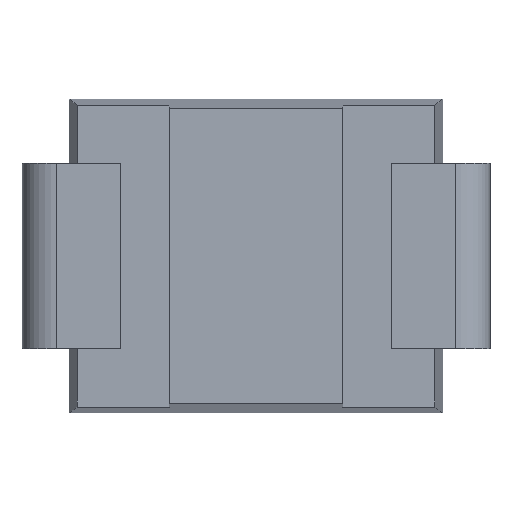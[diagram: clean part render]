
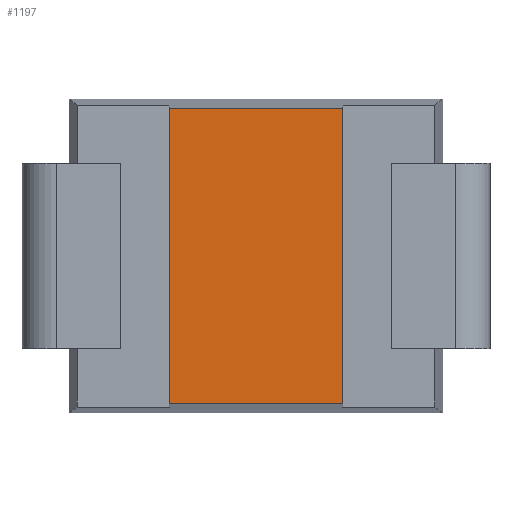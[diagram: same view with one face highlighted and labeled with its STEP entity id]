
A CAD part, left-side view. The second image highlights one B-rep face of the part: STEP entity #1197.
In plain terms, the highlighted planar face has unit normal (-1, 0, 0).
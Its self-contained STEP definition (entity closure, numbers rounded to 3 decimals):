
#385=DIRECTION('',(0.,0.,1.));
#386=VECTOR('',#385,3.406);
#387=CARTESIAN_POINT('',(-1.1,-1.,-1.706));
#388=LINE('',#387,#386);
#393=DIRECTION('',(0.,-1.,0.));
#394=VECTOR('',#393,2.);
#395=CARTESIAN_POINT('',(-1.1,1.,-1.706));
#396=LINE('',#395,#394);
#397=DIRECTION('',(0.,0.,1.));
#398=VECTOR('',#397,3.406);
#399=CARTESIAN_POINT('',(-1.1,1.,-1.706));
#400=LINE('',#399,#398);
#401=DIRECTION('',(0.,-1.,0.));
#402=VECTOR('',#401,2.);
#403=CARTESIAN_POINT('',(-1.1,1.,1.701));
#404=LINE('',#403,#402);
#505=CARTESIAN_POINT('',(-1.1,1.,-1.706));
#506=VERTEX_POINT('',#505);
#507=CARTESIAN_POINT('',(-1.1,1.,1.701));
#508=VERTEX_POINT('',#507);
#509=CARTESIAN_POINT('',(-1.1,-1.,-1.706));
#510=VERTEX_POINT('',#509);
#511=CARTESIAN_POINT('',(-1.1,-1.,1.701));
#512=VERTEX_POINT('',#511);
#1184=CARTESIAN_POINT('',(-1.1,1.,-1.81));
#1185=DIRECTION('',(-1.,0.,0.));
#1186=DIRECTION('',(0.,-1.,0.));
#1187=AXIS2_PLACEMENT_3D('',#1184,#1185,#1186);
#1188=PLANE('',#1187);
#1189=ORIENTED_EDGE('',*,*,#668,.F.);
#1191=ORIENTED_EDGE('',*,*,#1190,.T.);
#1193=ORIENTED_EDGE('',*,*,#1192,.T.);
#1194=ORIENTED_EDGE('',*,*,#1176,.F.);
#1195=EDGE_LOOP('',(#1189,#1191,#1193,#1194));
#1196=FACE_OUTER_BOUND('',#1195,.F.);
#668=EDGE_CURVE('',#506,#510,#396,.T.);
#1176=EDGE_CURVE('',#510,#512,#388,.T.);
#1190=EDGE_CURVE('',#506,#508,#400,.T.);
#1192=EDGE_CURVE('',#508,#512,#404,.T.);
#1197=ADVANCED_FACE('',(#1196),#1188,.T.);
